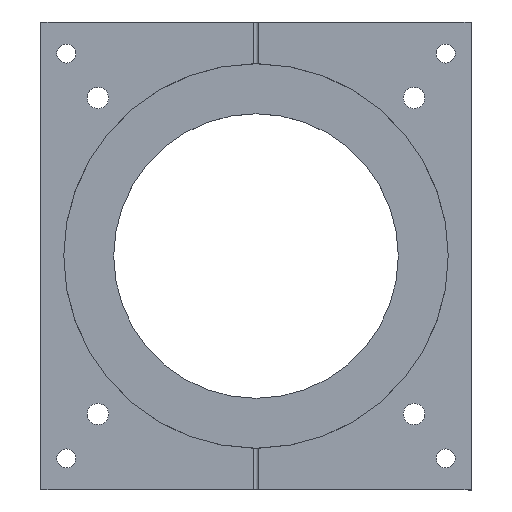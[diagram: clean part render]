
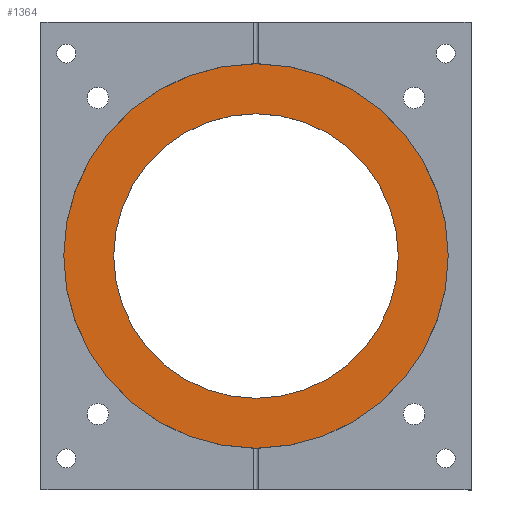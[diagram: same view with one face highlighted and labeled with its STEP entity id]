
A CAD part, top view. The second image highlights one B-rep face of the part: STEP entity #1364.
In plain terms, the highlighted planar face has unit normal (0, 0, 1).
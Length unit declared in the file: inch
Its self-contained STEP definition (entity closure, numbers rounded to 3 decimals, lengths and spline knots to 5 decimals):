
#75 = ORIENTED_EDGE ( 'NONE', *, *, #1567, .T. ) ;
#77 = ORIENTED_EDGE ( 'NONE', *, *, #1637, .F. ) ;
#78 = ORIENTED_EDGE ( 'NONE', *, *, #1594, .T. ) ;
#83 = ORIENTED_EDGE ( 'NONE', *, *, #1621, .F. ) ;
#87 = EDGE_LOOP ( 'NONE', ( #83, #77 ) ) ;
#251 = VERTEX_POINT ( 'NONE', #490 ) ;
#262 = EDGE_LOOP ( 'NONE', ( #78, #75 ) ) ;
#353 = VERTEX_POINT ( 'NONE', #904 ) ;
#361 = VERTEX_POINT ( 'NONE', #917 ) ;
#376 = VERTEX_POINT ( 'NONE', #930 ) ;
#490 = CARTESIAN_POINT ( 'NONE',  ( -1.125, 0., -0.04875 ) ) ;
#531 = DIRECTION ( 'NONE',  ( 1., 0., 0. ) ) ;
#532 = DIRECTION ( 'NONE',  ( 0., 0., 1. ) ) ;
#533 = CARTESIAN_POINT ( 'NONE',  ( 0., 0., -0.04875 ) ) ;
#578 = DIRECTION ( 'NONE',  ( 1., 0., 0. ) ) ;
#579 = DIRECTION ( 'NONE',  ( 0., 0., 1. ) ) ;
#580 = CARTESIAN_POINT ( 'NONE',  ( 0., 0., -0.04875 ) ) ;
#662 = DIRECTION ( 'NONE',  ( 1., 0., 0. ) ) ;
#663 = CARTESIAN_POINT ( 'NONE',  ( 0., 0., -0.04875 ) ) ;
#664 = DIRECTION ( 'NONE',  ( 0., 0., 1. ) ) ;
#736 = DIRECTION ( 'NONE',  ( 1., 0., 0. ) ) ;
#737 = CARTESIAN_POINT ( 'NONE',  ( 0., 0., -0.04875 ) ) ;
#738 = DIRECTION ( 'NONE',  ( 0., 0., 1. ) ) ;
#836 = DIRECTION ( 'NONE',  ( 1., 0., 0. ) ) ;
#837 = PLANE ( 'NONE',  #1529 ) ;
#838 = CARTESIAN_POINT ( 'NONE',  ( 0., 0., -0.04875 ) ) ;
#841 = DIRECTION ( 'NONE',  ( 0., 0., 1. ) ) ;
#904 = CARTESIAN_POINT ( 'NONE',  ( 1.52, 0., -0.04875 ) ) ;
#917 = CARTESIAN_POINT ( 'NONE',  ( -1.52, 0., -0.04875 ) ) ;
#930 = CARTESIAN_POINT ( 'NONE',  ( 1.125, 0., -0.04875 ) ) ;
#1063 = FACE_BOUND ( 'NONE', #87, .T. ) ;
#1124 = FACE_OUTER_BOUND ( 'NONE', #262, .T. ) ;
#1179 = CIRCLE ( 'NONE', #1495, 1.52 ) ;
#1219 = CIRCLE ( 'NONE', #1499, 1.125 ) ;
#1286 = CIRCLE ( 'NONE', #1484, 1.52 ) ;
#1364 = ADVANCED_FACE ( 'NONE', ( #1063, #1124 ), #837, .T. ) ;
#1410 = CIRCLE ( 'NONE', #1488, 1.125 ) ;
#1484 = AXIS2_PLACEMENT_3D ( 'NONE', #737, #738, #736 ) ;
#1488 = AXIS2_PLACEMENT_3D ( 'NONE', #533, #532, #531 ) ;
#1495 = AXIS2_PLACEMENT_3D ( 'NONE', #663, #664, #662 ) ;
#1499 = AXIS2_PLACEMENT_3D ( 'NONE', #580, #579, #578 ) ;
#1529 = AXIS2_PLACEMENT_3D ( 'NONE', #838, #841, #836 ) ;
#1567 = EDGE_CURVE ( 'NONE', #361, #353, #1286, .T. ) ;
#1594 = EDGE_CURVE ( 'NONE', #353, #361, #1179, .T. ) ;
#1621 = EDGE_CURVE ( 'NONE', #376, #251, #1219, .T. ) ;
#1637 = EDGE_CURVE ( 'NONE', #251, #376, #1410, .T. ) ;
